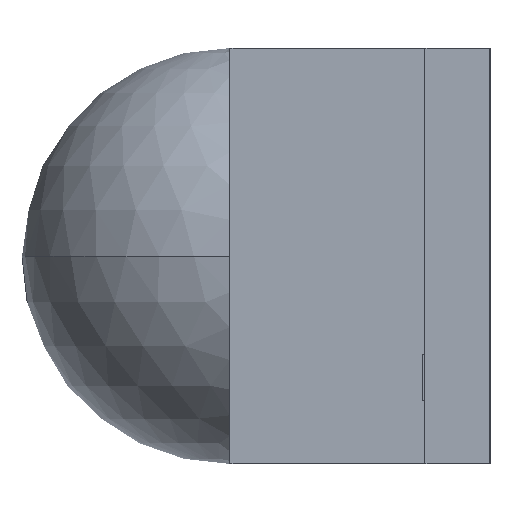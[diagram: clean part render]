
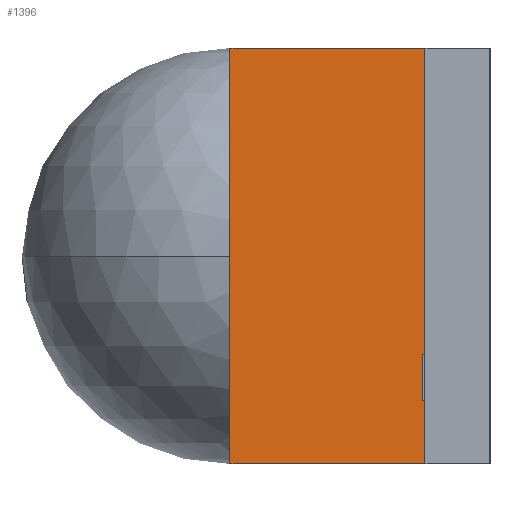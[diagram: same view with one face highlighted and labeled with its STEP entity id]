
A CAD part, left-side view. The second image highlights one B-rep face of the part: STEP entity #1396.
In plain terms, the highlighted planar face has unit normal (-1, 0, 0).
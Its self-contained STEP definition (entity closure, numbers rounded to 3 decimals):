
#25 = LINE ( 'NONE', #430, #2095 ) ;
#58 = CARTESIAN_POINT ( 'NONE',  ( -0.8, -2.794, 0.8 ) ) ;
#216 = LINE ( 'NONE', #1549, #1320 ) ;
#271 = VERTEX_POINT ( 'NONE', #2713 ) ;
#321 = VERTEX_POINT ( 'NONE', #363 ) ;
#363 = CARTESIAN_POINT ( 'NONE',  ( -0.8, 0.875, -0.8 ) ) ;
#368 = AXIS2_PLACEMENT_3D ( 'NONE', #58, #885, #2418 ) ;
#430 = CARTESIAN_POINT ( 'NONE',  ( -0.8, 0.125, 0.8 ) ) ;
#505 = DIRECTION ( 'NONE',  ( 0., 0., -1. ) ) ;
#612 = ORIENTED_EDGE ( 'NONE', *, *, #2021, .F. ) ;
#677 = VERTEX_POINT ( 'NONE', #2155 ) ;
#680 = EDGE_CURVE ( 'NONE', #2513, #271, #25, .T. ) ;
#750 = ORIENTED_EDGE ( 'NONE', *, *, #1730, .T. ) ;
#783 = DIRECTION ( 'NONE',  ( 0., -1., 0. ) ) ;
#885 = DIRECTION ( 'NONE',  ( 1., 0., 0. ) ) ;
#970 = EDGE_CURVE ( 'NONE', #677, #321, #216, .T. ) ;
#1049 = ORIENTED_EDGE ( 'NONE', *, *, #680, .F. ) ;
#1320 = VECTOR ( 'NONE', #505, 1000. ) ;
#1396 = ADVANCED_FACE ( 'NONE', ( #1596 ), #1518, .F. ) ;
#1490 = DIRECTION ( 'NONE',  ( 0., -1., 0. ) ) ;
#1499 = LINE ( 'NONE', #2185, #1970 ) ;
#1518 = PLANE ( 'NONE',  #368 ) ;
#1549 = CARTESIAN_POINT ( 'NONE',  ( -0.8, 0.875, 0.8 ) ) ;
#1596 = FACE_OUTER_BOUND ( 'NONE', #1805, .T. ) ;
#1730 = EDGE_CURVE ( 'NONE', #321, #271, #2666, .T. ) ;
#1805 = EDGE_LOOP ( 'NONE', ( #750, #1049, #612, #2596 ) ) ;
#1926 = DIRECTION ( 'NONE',  ( 0., 0., -1. ) ) ;
#1970 = VECTOR ( 'NONE', #1490, 1000. ) ;
#2021 = EDGE_CURVE ( 'NONE', #677, #2513, #1499, .T. ) ;
#2036 = VECTOR ( 'NONE', #783, 1000. ) ;
#2095 = VECTOR ( 'NONE', #1926, 1000. ) ;
#2155 = CARTESIAN_POINT ( 'NONE',  ( -0.8, 0.875, 0.8 ) ) ;
#2185 = CARTESIAN_POINT ( 'NONE',  ( -0.8, -2.794, 0.8 ) ) ;
#2320 = CARTESIAN_POINT ( 'NONE',  ( -0.8, -2.794, -0.8 ) ) ;
#2418 = DIRECTION ( 'NONE',  ( 0., 1., 0. ) ) ;
#2513 = VERTEX_POINT ( 'NONE', #2572 ) ;
#2572 = CARTESIAN_POINT ( 'NONE',  ( -0.8, 0.125, 0.8 ) ) ;
#2596 = ORIENTED_EDGE ( 'NONE', *, *, #970, .T. ) ;
#2666 = LINE ( 'NONE', #2320, #2036 ) ;
#2713 = CARTESIAN_POINT ( 'NONE',  ( -0.8, 0.125, -0.8 ) ) ;
